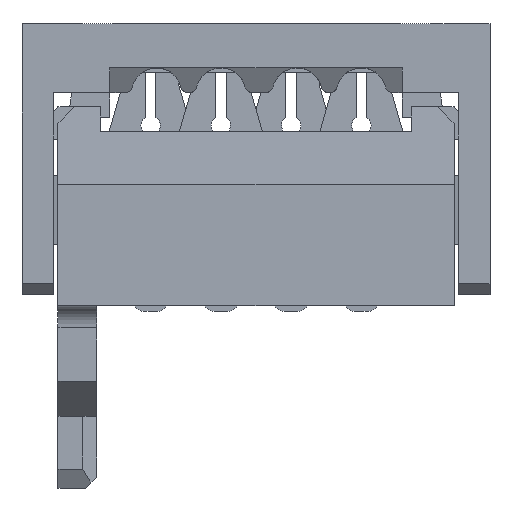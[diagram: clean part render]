
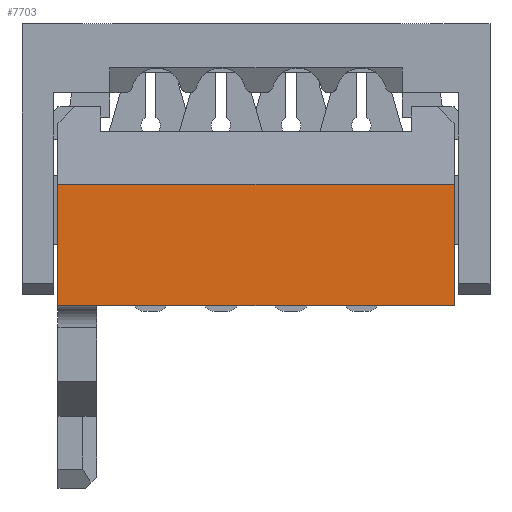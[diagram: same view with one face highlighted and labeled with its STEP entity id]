
A CAD part, front view. The second image highlights one B-rep face of the part: STEP entity #7703.
In plain terms, the highlighted planar face has unit normal (0, -1, 0).
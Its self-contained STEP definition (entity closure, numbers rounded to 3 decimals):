
#149=DIRECTION('',(0.,0.,1.));
#150=VECTOR('',#149,2.2);
#151=CARTESIAN_POINT('',(3.58,-2.5,0.));
#152=LINE('',#151,#150);
#156=DIRECTION('',(0.,0.,-1.));
#157=VECTOR('',#156,2.2);
#158=CARTESIAN_POINT('',(-3.58,-2.5,2.2));
#159=LINE('',#158,#157);
#163=DIRECTION('',(-1.,0.,0.));
#164=VECTOR('',#163,7.16);
#165=CARTESIAN_POINT('',(3.58,-2.5,2.2));
#166=LINE('',#165,#164);
#177=DIRECTION('',(-1.,0.,0.));
#178=VECTOR('',#177,7.16);
#179=CARTESIAN_POINT('',(3.58,-2.5,0.));
#180=LINE('',#179,#178);
#6508=CARTESIAN_POINT('',(3.58,-2.5,2.2));
#6509=VERTEX_POINT('',#6508);
#6510=CARTESIAN_POINT('',(3.58,-2.5,0.));
#6511=VERTEX_POINT('',#6510);
#7025=CARTESIAN_POINT('',(-3.58,-2.5,2.2));
#7026=VERTEX_POINT('',#7025);
#7027=CARTESIAN_POINT('',(-3.58,-2.5,0.));
#7028=VERTEX_POINT('',#7027);
#7690=CARTESIAN_POINT('',(0.,-2.5,1.1));
#7691=DIRECTION('',(0.,-1.,0.));
#7692=DIRECTION('',(0.,0.,1.));
#7693=AXIS2_PLACEMENT_3D('',#7690,#7691,#7692);
#7694=PLANE('',#7693);
#7695=ORIENTED_EDGE('',*,*,#7632,.F.);
#7697=ORIENTED_EDGE('',*,*,#7696,.T.);
#7699=ORIENTED_EDGE('',*,*,#7698,.F.);
#7700=ORIENTED_EDGE('',*,*,#7671,.F.);
#7701=EDGE_LOOP('',(#7695,#7697,#7699,#7700));
#7702=FACE_OUTER_BOUND('',#7701,.F.);
#7703=ADVANCED_FACE('',(#7702),#7694,.T.);
#7632=EDGE_CURVE('',#6511,#6509,#152,.T.);
#7671=EDGE_CURVE('',#6509,#7026,#166,.T.);
#7696=EDGE_CURVE('',#6511,#7028,#180,.T.);
#7698=EDGE_CURVE('',#7026,#7028,#159,.T.);
